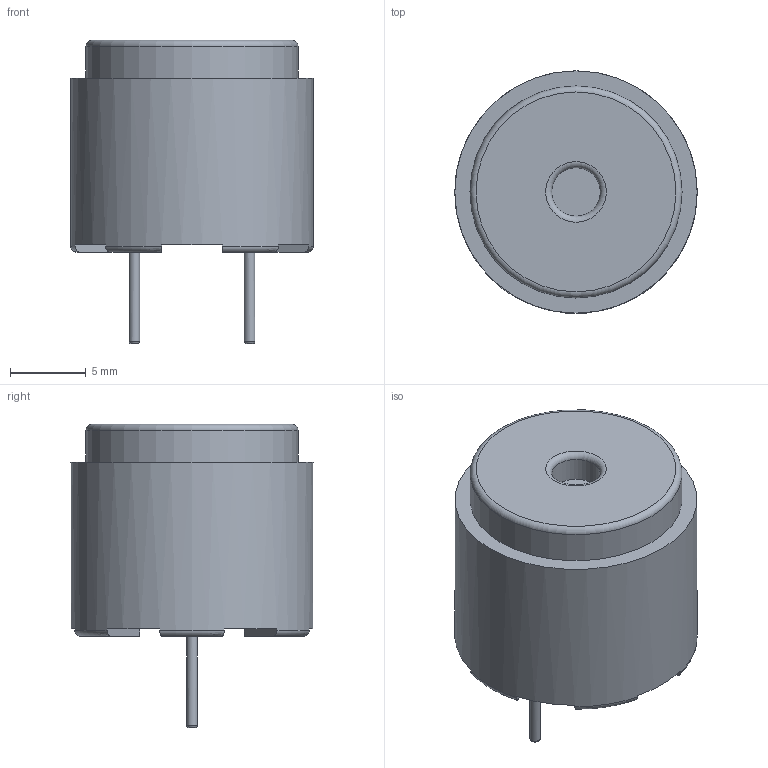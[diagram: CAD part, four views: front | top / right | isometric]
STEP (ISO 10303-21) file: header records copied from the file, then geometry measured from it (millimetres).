
FILE_DESCRIPTION(/* description */ ('model of MagneticBuzzer_StarMicronics_HMB-06_HMB-12'),/* implementation_level */ '2;1');
FILE_NAME(/* name */ 'MagneticBuzzer_StarMicronics_HMB-06_HMB-12.step',/* time_stamp */ '2018-11-19T23:46:41',/* author */ ('kicad StepUp','ksu'),/* organization */ ('FreeCAD'),/* preprocessor_version */ 'OCC',/* originating_system */ 'kicad StepUp',/* authorisation */ '');
FILE_SCHEMA(('AUTOMOTIVE_DESIGN { 1 0 10303 214 1 1 1 1 }'));
Length unit declared in the file: millimetre
Products named in the file (1): MagneticBuzzer_StarMicronics_HMB_06_HMB_12
Bounding box: 16 x 16 x 20.03 mm (x, y, z)
Volume: 2609 mm3; surface area: 1137.5 mm2
Topology: 1 solids, 1 shells, 40 faces, 103 edges, 67 vertices
Faces by surface type: plane 24, torus 11, cylinder 5
Full cylindrical faces by diameter (mm): 0.7 x2, 3.2 x1, 14 x1, 16 x1
Entity records: 939 total; most frequent: CARTESIAN_POINT 249, ORIENTED_EDGE 154, EDGE_CURVE 103, VERTEX_POINT 67, AXIS2_PLACEMENT_3D 44, FACE_BOUND 42, EDGE_LOOP 42, ADVANCED_FACE 40
